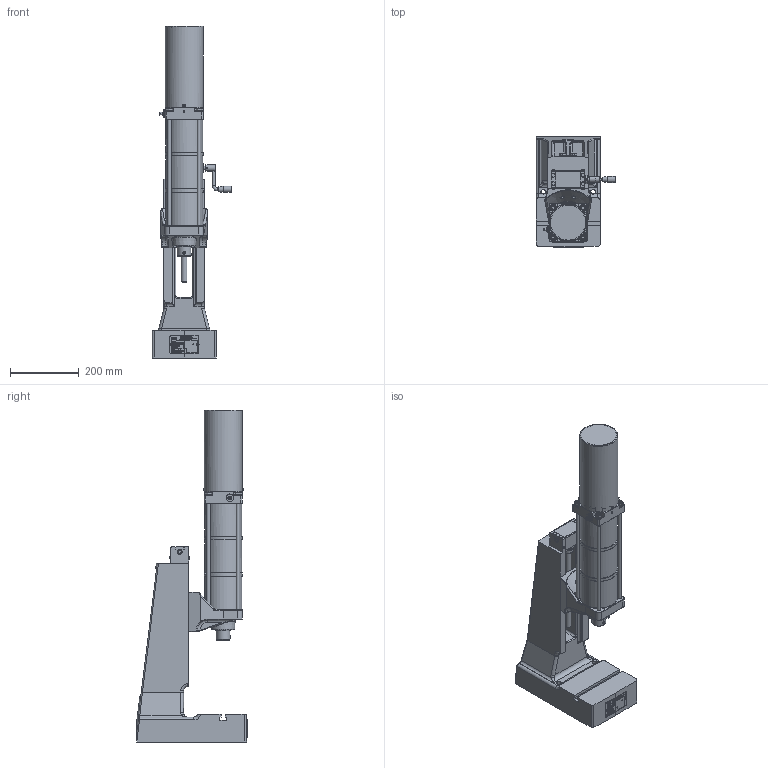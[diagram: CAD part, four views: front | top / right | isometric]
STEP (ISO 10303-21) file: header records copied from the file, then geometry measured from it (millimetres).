
FILE_DESCRIPTION((''),'2;1');
FILE_NAME('DA_1300_060_100.stp','2010-05-05T08:54:10',('rfinsterle'),(''),'Autodesk Inventor 2008','Autodesk Inventor 2008','');
FILE_SCHEMA(('AUTOMOTIVE_DESIGN { 1 0 10303 214 1 1 1 1 }'));
Length unit declared in the file: millimetre
Products named in the file (5): ENG-001070_V; ENG-000341-1_V; ENG-001065-1_V; ENG-000378; DIN 7337  A A3 x 8
Assembly tree (5 placements, depth 2):
  ENG-001070_V
    ENG-000341-1_V
    ENG-001065-1_V
    ENG-000378
    DIN 7337  A A3 x 8  x2
Bounding box: 231.79 x 321.2 x 964.58 mm (x, y, z)
Volume: 9717778.3 mm3; surface area: 1359213.8 mm2
Topology: 15 solids, 22 shells, 7496 faces, 20332 edges, 13262 vertices
Faces by surface type: plane 4363, bspline 2414, cylinder 429, cone 228, torus 45, sphere 17
Full cylindrical faces by diameter (mm): 3 x6, 3.242 x1, 3.65 x4, 4 x3, 5 x3, 6.5 x2, 8 x6, 8.4 x1, 8.5 x1, 10 x6, 10.02 x1, 11.8 x2, 12 x4, 13 x8, 15 x1, 15.4 x1, 16 x1, 16.66 x1, 17 x1, 17.5 x2, 18 x6, 19.4 x1, 19.5 x1, 20 x6, 20.3 x1, 22 x1, 23.4 x1, 24 x8, 24.4 x1, 25 x1
Entity records: 269503 total; most frequent: CARTESIAN_POINT 92269, ORIENTED_EDGE 39354, DIRECTION 26847, EDGE_CURVE 19677, VECTOR 13429, LINE 13429, VERTEX_POINT 13093, EDGE_LOOP 8430
